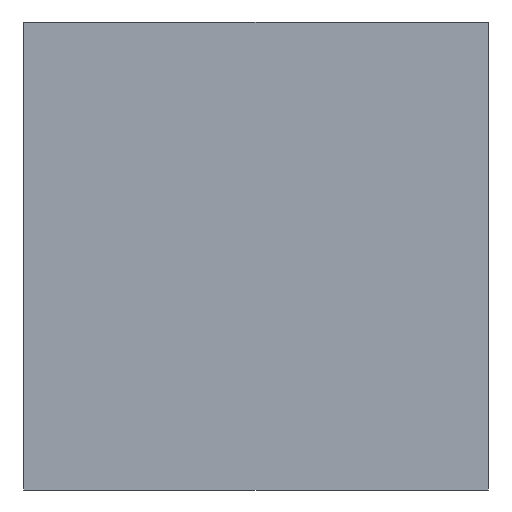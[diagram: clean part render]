
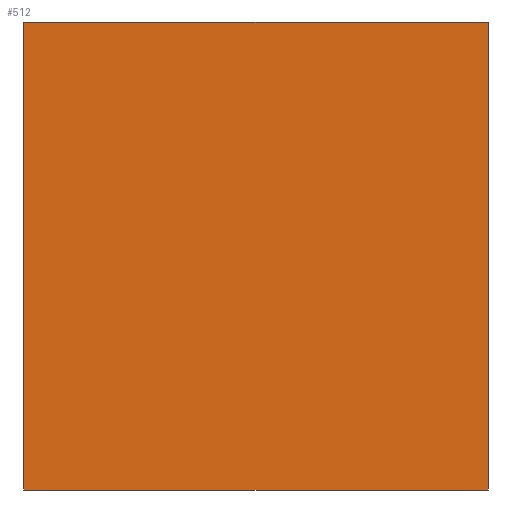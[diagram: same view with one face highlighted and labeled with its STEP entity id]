
A CAD part, front view. The second image highlights one B-rep face of the part: STEP entity #512.
In plain terms, the highlighted planar face has unit normal (0, -1, 0).
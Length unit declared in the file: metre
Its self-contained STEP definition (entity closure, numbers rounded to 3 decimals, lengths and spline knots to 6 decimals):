
#71=LINE('',#964,#113);
#77=LINE('',#976,#119);
#80=LINE('',#982,#122);
#81=LINE('',#983,#123);
#113=VECTOR('',#816,1.);
#119=VECTOR('',#826,1.);
#122=VECTOR('',#831,1.);
#123=VECTOR('',#832,1.);
#247=ORIENTED_EDGE('',*,*,#329,.T.);
#248=ORIENTED_EDGE('',*,*,#338,.T.);
#249=ORIENTED_EDGE('',*,*,#335,.F.);
#250=ORIENTED_EDGE('',*,*,#339,.F.);
#329=EDGE_CURVE('',#385,#384,#71,.T.);
#335=EDGE_CURVE('',#388,#389,#77,.T.);
#338=EDGE_CURVE('',#384,#389,#80,.T.);
#339=EDGE_CURVE('',#385,#388,#81,.T.);
#384=VERTEX_POINT('',#963);
#385=VERTEX_POINT('',#965);
#388=VERTEX_POINT('',#975);
#389=VERTEX_POINT('',#977);
#445=EDGE_LOOP('',(#247,#248,#249,#250));
#473=FACE_BOUND('',#445,.T.);
#485=PLANE('',#684);
#512=ADVANCED_FACE('',(#473),#485,.F.);
#684=AXIS2_PLACEMENT_3D('',#981,#829,#830);
#816=DIRECTION('',(0.,0.,1.));
#826=DIRECTION('',(0.,0.,1.));
#829=DIRECTION('',(0.,1.,0.));
#830=DIRECTION('',(0.,0.,1.));
#831=DIRECTION('',(-1.,0.,0.));
#832=DIRECTION('',(-1.,0.,0.));
#963=CARTESIAN_POINT('',(2.370603,-0.232232,2.54));
#964=CARTESIAN_POINT('',(2.370603,-0.232232,-0.09906));
#965=CARTESIAN_POINT('',(2.370603,-0.232232,-0.09906));
#975=CARTESIAN_POINT('',(-0.250051,-0.232232,-0.09906));
#976=CARTESIAN_POINT('',(-0.250051,-0.232232,-0.09906));
#977=CARTESIAN_POINT('',(-0.250051,-0.232232,2.54));
#981=CARTESIAN_POINT('',(1.060276,-0.232232,-0.09906));
#982=CARTESIAN_POINT('',(1.060276,-0.232232,2.54));
#983=CARTESIAN_POINT('',(1.060276,-0.232232,-0.09906));
